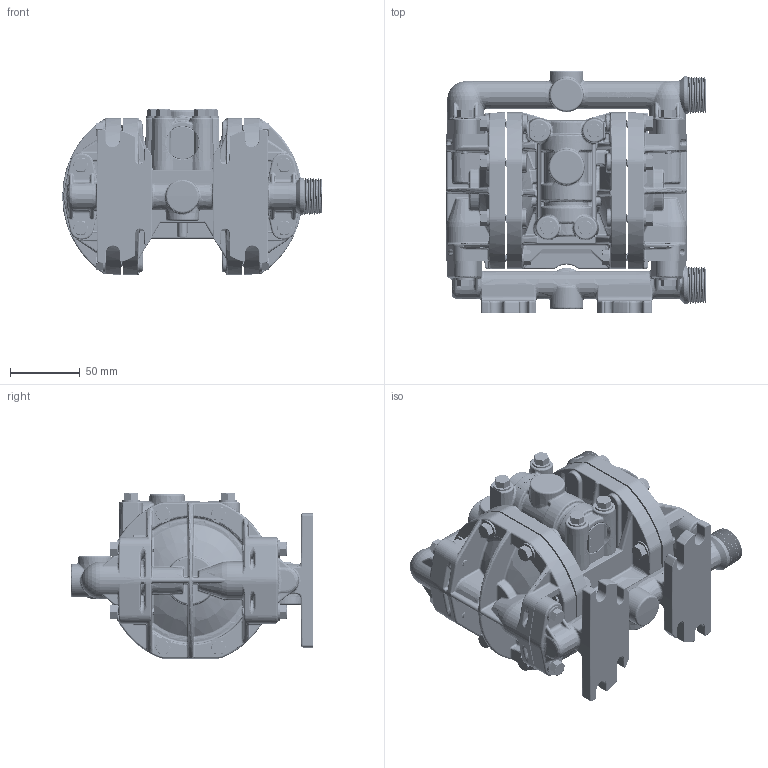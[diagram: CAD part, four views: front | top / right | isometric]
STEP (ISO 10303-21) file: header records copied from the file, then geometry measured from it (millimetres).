
FILE_DESCRIPTION((''),'2;1');
FILE_NAME('A025-SPX-SHRKWRP','2018-01-24T13:25:44',('dmcdermott'),(''),'CREO PARAMETRIC BY PTC INC, 2017110','CREO PARAMETRIC BY PTC INC, 2017110','');
FILE_SCHEMA(('CONFIG_CONTROL_DESIGN'));
Length unit declared in the file: inch
Products named in the file (1): A025-SPX-SHRKWRP
Bounding box: 186.36 x 174.25 x 118.64 mm (x, y, z)
Surface area: 273117.1 mm2 (no closed solid volume)
Topology: 0 solids, 134 shells, 5016 faces, 15277 edges, 10312 vertices
Faces by surface type: bspline 1656, cylinder 1250, plane 1102, cone 382, sphere 335, torus 214, extrusion 77
Entity records: 346874 total; most frequent: CARTESIAN_POINT 232546, ORIENTED_EDGE 26142, DIRECTION 17741, EDGE_CURVE 15271, VERTEX_POINT 10312, B_SPLINE_CURVE_WITH_KNOTS 7794, AXIS2_PLACEMENT_3D 6827, EDGE_LOOP 5016
